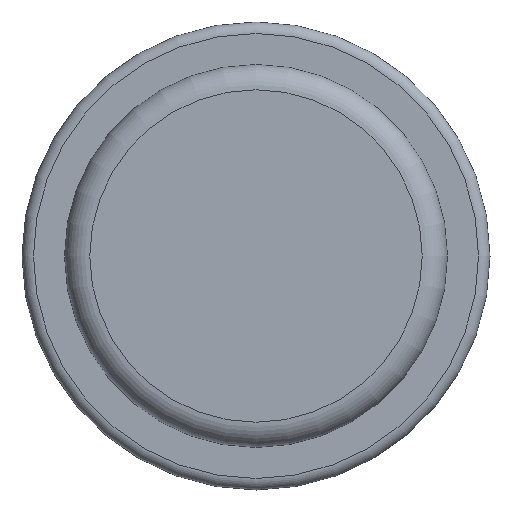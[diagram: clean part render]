
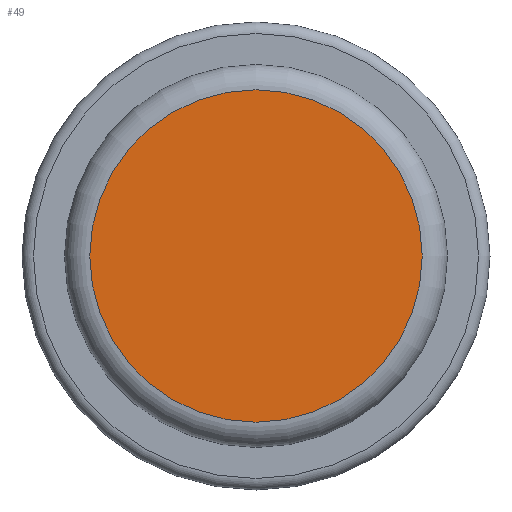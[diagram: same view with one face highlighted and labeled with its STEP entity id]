
A CAD part, front view. The second image highlights one B-rep face of the part: STEP entity #49.
In plain terms, the highlighted planar face has unit normal (0, -1, 0).
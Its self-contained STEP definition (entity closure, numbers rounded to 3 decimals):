
#49 = ADVANCED_FACE( '', ( #106 ), #107, .F. );
#106 = FACE_OUTER_BOUND( '', #172, .T. );
#107 = PLANE( '', #173 );
#172 = EDGE_LOOP( '', ( #242 ) );
#173 = AXIS2_PLACEMENT_3D( '', #243, #244, #245 );
#242 = ORIENTED_EDGE( '', *, *, #314, .T. );
#243 = CARTESIAN_POINT( '', ( 19.53, 0., 0. ) );
#244 = DIRECTION( '', ( 0., 1., 0. ) );
#245 = DIRECTION( '', ( 0., 0., 1. ) );
#314 = EDGE_CURVE( '', #350, #350, #351, .T. );
#350 = VERTEX_POINT( '', #393 );
#351 = CIRCLE( '', #394, 19.53 );
#393 = CARTESIAN_POINT( '', ( 0., 0., -19.53 ) );
#394 = AXIS2_PLACEMENT_3D( '', #437, #438, #439 );
#437 = CARTESIAN_POINT( '', ( 0., 0., 0. ) );
#438 = DIRECTION( '', ( 0., -1., 0. ) );
#439 = DIRECTION( '', ( 0., 0., -1. ) );
